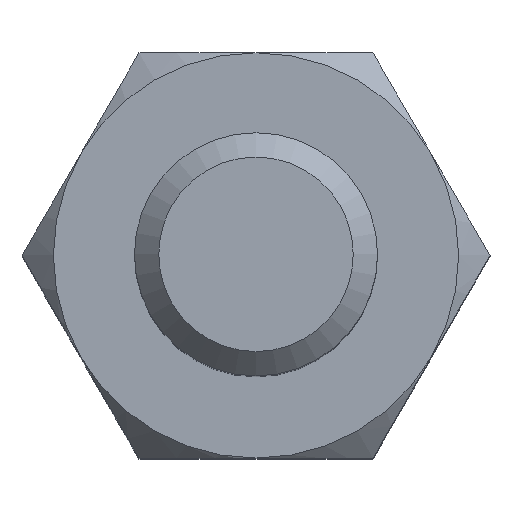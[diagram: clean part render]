
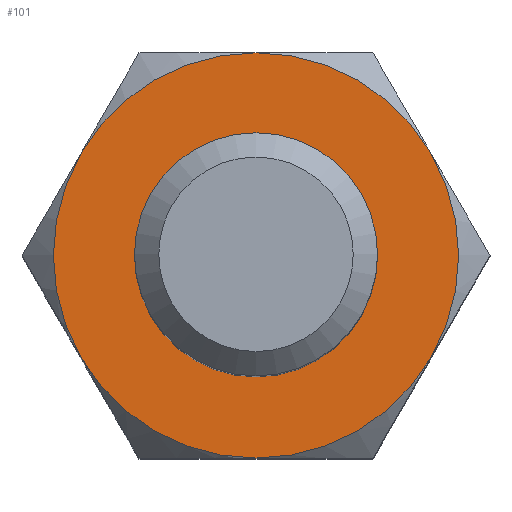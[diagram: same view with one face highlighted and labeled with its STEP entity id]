
A CAD part, top view. The second image highlights one B-rep face of the part: STEP entity #101.
In plain terms, the highlighted planar face has unit normal (0, 0, 1).
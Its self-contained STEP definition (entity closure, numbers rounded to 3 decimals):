
#101 = ADVANCED_FACE( '', ( #209, #210 ), #211, .T. );
#209 = FACE_BOUND( '', #321, .T. );
#210 = FACE_OUTER_BOUND( '', #322, .T. );
#211 = PLANE( '', #323 );
#321 = EDGE_LOOP( '', ( #528 ) );
#322 = EDGE_LOOP( '', ( #529, #530, #531, #532, #533, #534 ) );
#323 = AXIS2_PLACEMENT_3D( '', #535, #536, #537 );
#528 = ORIENTED_EDGE( '', *, *, #635, .T. );
#529 = ORIENTED_EDGE( '', *, *, #630, .F. );
#530 = ORIENTED_EDGE( '', *, *, #655, .F. );
#531 = ORIENTED_EDGE( '', *, *, #595, .F. );
#532 = ORIENTED_EDGE( '', *, *, #657, .T. );
#533 = ORIENTED_EDGE( '', *, *, #609, .F. );
#534 = ORIENTED_EDGE( '', *, *, #651, .F. );
#535 = CARTESIAN_POINT( '', ( 0., 0., 0. ) );
#536 = DIRECTION( '', ( 0., 0., 1. ) );
#537 = DIRECTION( '', ( 1., 0., 0. ) );
#595 = EDGE_CURVE( '', #689, #691, #692, .F. );
#609 = EDGE_CURVE( '', #710, #684, #712, .F. );
#630 = EDGE_CURVE( '', #729, #737, #739, .F. );
#635 = EDGE_CURVE( '', #746, #746, #747, .F. );
#651 = EDGE_CURVE( '', #737, #710, #768, .F. );
#655 = EDGE_CURVE( '', #691, #729, #772, .F. );
#657 = EDGE_CURVE( '', #689, #684, #774, .T. );
#684 = VERTEX_POINT( '', #829 );
#689 = VERTEX_POINT( '', #846 );
#691 = VERTEX_POINT( '', #853 );
#692 = CIRCLE( '', #854, 2.5 );
#710 = VERTEX_POINT( '', #917 );
#712 = CIRCLE( '', #926, 2.5 );
#729 = VERTEX_POINT( '', #949 );
#737 = VERTEX_POINT( '', #981 );
#739 = CIRCLE( '', #988, 2.5 );
#746 = VERTEX_POINT( '', #995 );
#747 = CIRCLE( '', #996, 1.3 );
#768 = CIRCLE( '', #1037, 2.5 );
#772 = CIRCLE( '', #1041, 2.5 );
#774 = CIRCLE( '', #1043, 2.5 );
#829 = CARTESIAN_POINT( '', ( -2.165, 1.25, 0. ) );
#846 = CARTESIAN_POINT( '', ( 0., 2.5, 0. ) );
#853 = CARTESIAN_POINT( '', ( 2.165, 1.25, 0. ) );
#854 = AXIS2_PLACEMENT_3D( '', #1060, #1061, #1062 );
#917 = CARTESIAN_POINT( '', ( -2.165, -1.25, 0. ) );
#926 = AXIS2_PLACEMENT_3D( '', #1065, #1066, #1067 );
#949 = CARTESIAN_POINT( '', ( 2.165, -1.25, 0. ) );
#981 = CARTESIAN_POINT( '', ( 0., -2.5, 0. ) );
#988 = AXIS2_PLACEMENT_3D( '', #1090, #1091, #1092 );
#995 = CARTESIAN_POINT( '', ( 1.3, 0., 0. ) );
#996 = AXIS2_PLACEMENT_3D( '', #1099, #1100, #1101 );
#1037 = AXIS2_PLACEMENT_3D( '', #1115, #1116, #1117 );
#1041 = AXIS2_PLACEMENT_3D( '', #1118, #1119, #1120 );
#1043 = AXIS2_PLACEMENT_3D( '', #1121, #1122, #1123 );
#1060 = CARTESIAN_POINT( '', ( 0., 0., 0. ) );
#1061 = DIRECTION( '', ( 0., 0., 1. ) );
#1062 = DIRECTION( '', ( 1., 0., 0. ) );
#1065 = CARTESIAN_POINT( '', ( 0., 0., 0. ) );
#1066 = DIRECTION( '', ( 0., 0., 1. ) );
#1067 = DIRECTION( '', ( 1., 0., 0. ) );
#1090 = CARTESIAN_POINT( '', ( 0., 0., 0. ) );
#1091 = DIRECTION( '', ( 0., 0., 1. ) );
#1092 = DIRECTION( '', ( 1., 0., 0. ) );
#1099 = CARTESIAN_POINT( '', ( 0., 0., 0. ) );
#1100 = DIRECTION( '', ( 0., 0., 1. ) );
#1101 = DIRECTION( '', ( 1., 0., 0. ) );
#1115 = CARTESIAN_POINT( '', ( 0., 0., 0. ) );
#1116 = DIRECTION( '', ( 0., 0., 1. ) );
#1117 = DIRECTION( '', ( 1., 0., 0. ) );
#1118 = CARTESIAN_POINT( '', ( 0., 0., 0. ) );
#1119 = DIRECTION( '', ( 0., 0., 1. ) );
#1120 = DIRECTION( '', ( 1., 0., 0. ) );
#1121 = CARTESIAN_POINT( '', ( 0., 0., 0. ) );
#1122 = DIRECTION( '', ( 0., 0., 1. ) );
#1123 = DIRECTION( '', ( 1., 0., 0. ) );
